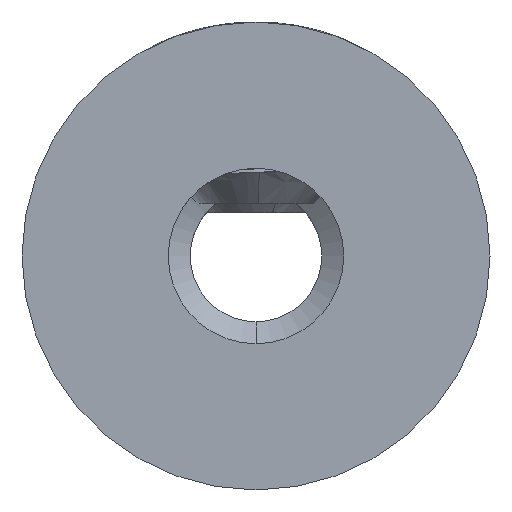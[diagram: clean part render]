
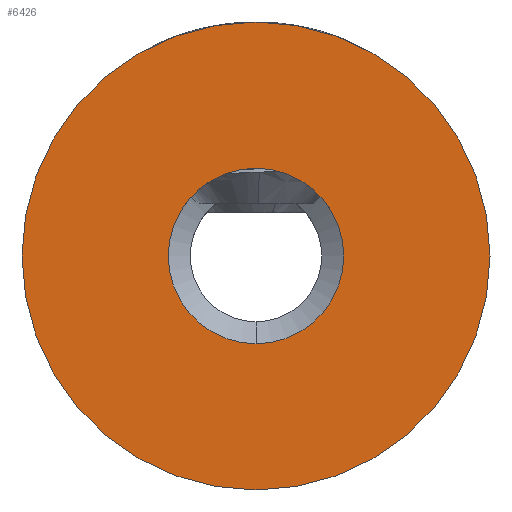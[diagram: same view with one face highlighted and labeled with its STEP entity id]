
A CAD part, front view. The second image highlights one B-rep face of the part: STEP entity #6426.
In plain terms, the highlighted planar face has unit normal (0, -1, 0).
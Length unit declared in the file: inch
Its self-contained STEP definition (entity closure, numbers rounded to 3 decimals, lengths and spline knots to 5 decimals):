
#209 = CIRCLE ( 'NONE', #13188, 0.21 ) ;
#486 = CARTESIAN_POINT ( 'NONE',  ( 0., 0., 0. ) ) ;
#1233 = VERTEX_POINT ( 'NONE', #3377 ) ;
#1251 = VERTEX_POINT ( 'NONE', #4598 ) ;
#1655 = DIRECTION ( 'NONE',  ( 0., 0., 1. ) ) ;
#1976 = VERTEX_POINT ( 'NONE', #3089 ) ;
#2104 = CIRCLE ( 'NONE', #6966, 0.07874 ) ;
#2284 = ORIENTED_EDGE ( 'NONE', *, *, #13358, .F. ) ;
#2302 = PLANE ( 'NONE',  #9923 ) ;
#2736 = CARTESIAN_POINT ( 'NONE',  ( 0., 0., 0. ) ) ;
#3089 = CARTESIAN_POINT ( 'NONE',  ( 0., 0., -0.21 ) ) ;
#3377 = CARTESIAN_POINT ( 'NONE',  ( 0., 0., 0.07874 ) ) ;
#3600 = DIRECTION ( 'NONE',  ( 0., -1., 0. ) ) ;
#4501 = ORIENTED_EDGE ( 'NONE', *, *, #7636, .F. ) ;
#4598 = CARTESIAN_POINT ( 'NONE',  ( 0., 0., -0.07874 ) ) ;
#4719 = DIRECTION ( 'NONE',  ( 0., 1., 0. ) ) ;
#4764 = CARTESIAN_POINT ( 'NONE',  ( 0., 0., 0. ) ) ;
#4883 = CIRCLE ( 'NONE', #9438, 0.21 ) ;
#5149 = EDGE_LOOP ( 'NONE', ( #2284, #4501 ) ) ;
#5663 = FACE_OUTER_BOUND ( 'NONE', #11247, .T. ) ;
#6426 = ADVANCED_FACE ( 'NONE', ( #11392, #5663 ), #2302, .F. ) ;
#6707 = EDGE_CURVE ( 'NONE', #1976, #7944, #209, .T. ) ;
#6752 = CARTESIAN_POINT ( 'NONE',  ( 0., 0., 0. ) ) ;
#6834 = DIRECTION ( 'NONE',  ( 0., -1., 0. ) ) ;
#6966 = AXIS2_PLACEMENT_3D ( 'NONE', #6752, #6834, #13365 ) ;
#7636 = EDGE_CURVE ( 'NONE', #1233, #1251, #2104, .T. ) ;
#7751 = CIRCLE ( 'NONE', #8276, 0.07874 ) ;
#7923 = DIRECTION ( 'NONE',  ( 0., 0., 1. ) ) ;
#7944 = VERTEX_POINT ( 'NONE', #8745 ) ;
#8176 = ORIENTED_EDGE ( 'NONE', *, *, #6707, .F. ) ;
#8276 = AXIS2_PLACEMENT_3D ( 'NONE', #486, #3600, #13339 ) ;
#8318 = DIRECTION ( 'NONE',  ( 0., 1., 0. ) ) ;
#8745 = CARTESIAN_POINT ( 'NONE',  ( 0., 0., 0.21 ) ) ;
#8960 = CARTESIAN_POINT ( 'NONE',  ( 0., 0., 0. ) ) ;
#9438 = AXIS2_PLACEMENT_3D ( 'NONE', #2736, #8318, #1655 ) ;
#9923 = AXIS2_PLACEMENT_3D ( 'NONE', #4764, #4719, #7923 ) ;
#10989 = DIRECTION ( 'NONE',  ( 0., 1., 0. ) ) ;
#11033 = DIRECTION ( 'NONE',  ( 0., 0., 1. ) ) ;
#11247 = EDGE_LOOP ( 'NONE', ( #8176, #12215 ) ) ;
#11392 = FACE_BOUND ( 'NONE', #5149, .T. ) ;
#12215 = ORIENTED_EDGE ( 'NONE', *, *, #13525, .F. ) ;
#13188 = AXIS2_PLACEMENT_3D ( 'NONE', #8960, #10989, #11033 ) ;
#13339 = DIRECTION ( 'NONE',  ( 0., 0., -1. ) ) ;
#13358 = EDGE_CURVE ( 'NONE', #1251, #1233, #7751, .T. ) ;
#13365 = DIRECTION ( 'NONE',  ( 0., 0., -1. ) ) ;
#13525 = EDGE_CURVE ( 'NONE', #7944, #1976, #4883, .T. ) ;
